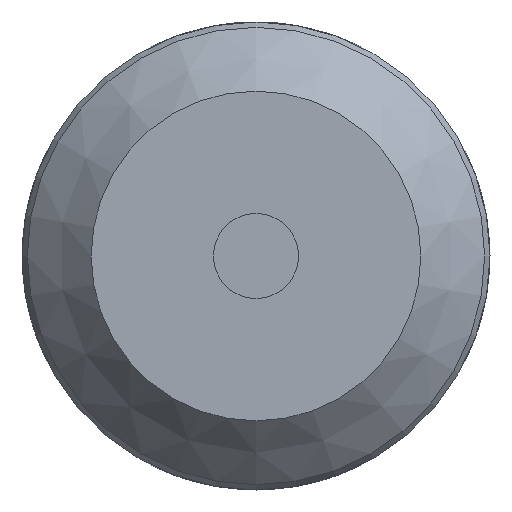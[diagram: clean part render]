
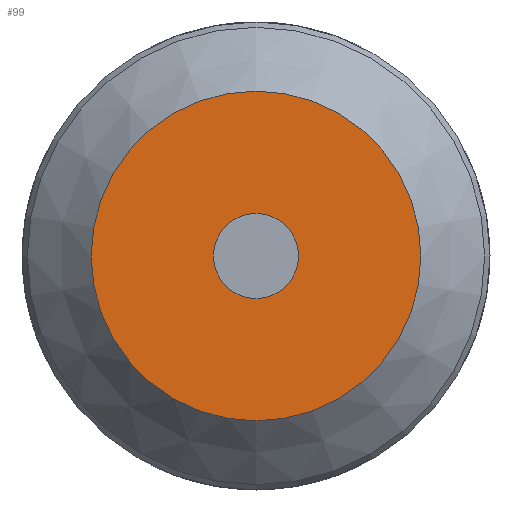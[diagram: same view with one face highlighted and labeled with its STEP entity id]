
A CAD part, left-side view. The second image highlights one B-rep face of the part: STEP entity #99.
In plain terms, the highlighted planar face has unit normal (-1, 0, 0).
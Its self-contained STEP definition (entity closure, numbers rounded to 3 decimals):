
#99=ADVANCED_FACE('',(#134,#135),#119,.F.);
#119=PLANE('',#316);
#134=FACE_BOUND('',#150,.T.);
#135=FACE_BOUND('',#151,.T.);
#150=EDGE_LOOP('',(#180));
#151=EDGE_LOOP('',(#181));
#180=ORIENTED_EDGE('',*,*,#265,.T.);
#181=ORIENTED_EDGE('',*,*,#266,.T.);
#242=VERTEX_POINT('',#442);
#243=VERTEX_POINT('',#444);
#265=EDGE_CURVE('',#242,#242,#296,.T.);
#266=EDGE_CURVE('',#243,#243,#297,.T.);
#296=CIRCLE('',#314,7.75);
#297=CIRCLE('',#315,2.);
#314=AXIS2_PLACEMENT_3D('',#441,#353,#354);
#315=AXIS2_PLACEMENT_3D('',#443,#355,#356);
#316=AXIS2_PLACEMENT_3D('',#445,#357,#358);
#353=DIRECTION('',(-1.,0.,0.));
#354=DIRECTION('',(0.,0.,-1.));
#355=DIRECTION('',(1.,0.,0.));
#356=DIRECTION('',(0.,0.,-1.));
#357=DIRECTION('',(1.,0.,0.));
#358=DIRECTION('',(0.,0.,-1.));
#441=CARTESIAN_POINT('',(0.,0.,0.));
#442=CARTESIAN_POINT('',(0.,0.,-7.75));
#443=CARTESIAN_POINT('',(0.,0.,0.));
#444=CARTESIAN_POINT('',(0.,0.,-2.));
#445=CARTESIAN_POINT('',(0.,0.,7.336));
